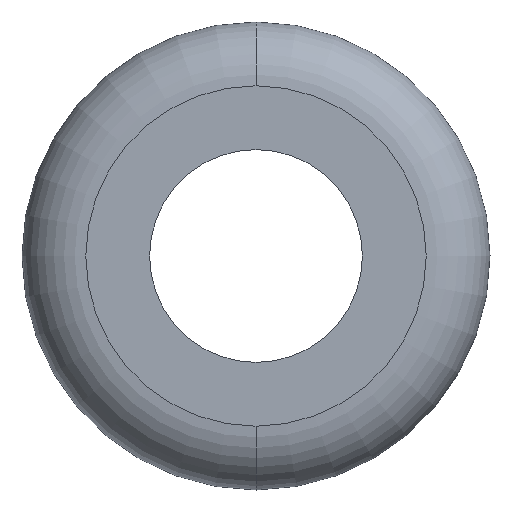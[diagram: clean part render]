
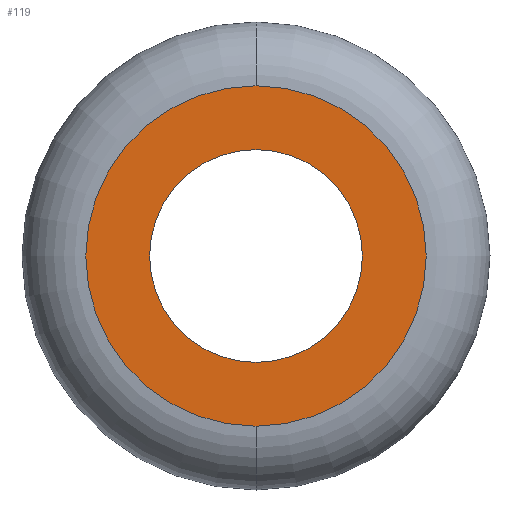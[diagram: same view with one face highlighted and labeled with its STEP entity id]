
A CAD part, front view. The second image highlights one B-rep face of the part: STEP entity #119.
In plain terms, the highlighted planar face has unit normal (0, -1, 0).
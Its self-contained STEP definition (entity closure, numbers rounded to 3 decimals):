
#30 = EDGE_CURVE ( 'NONE', #31, #32, #198, .T. ) ;
#31 = VERTEX_POINT ( 'NONE', #250 ) ;
#32 = VERTEX_POINT ( 'NONE', #249 ) ;
#103 = ORIENTED_EDGE ( 'NONE', *, *, #144, .F. ) ;
#104 = ORIENTED_EDGE ( 'NONE', *, *, #116, .F. ) ;
#116 = EDGE_CURVE ( 'NONE', #146, #145, #326, .T. ) ;
#119 = ADVANCED_FACE ( 'NONE', ( #321, #320 ), #319, .T. ) ;
#120 = EDGE_LOOP ( 'NONE', ( #121, #123 ) ) ;
#121 = ORIENTED_EDGE ( 'NONE', *, *, #122, .T. ) ;
#122 = EDGE_CURVE ( 'NONE', #32, #31, #314, .T. ) ;
#123 = ORIENTED_EDGE ( 'NONE', *, *, #30, .T. ) ;
#124 = EDGE_LOOP ( 'NONE', ( #103, #104 ) ) ;
#144 = EDGE_CURVE ( 'NONE', #145, #146, #509, .T. ) ;
#145 = VERTEX_POINT ( 'NONE', #501 ) ;
#146 = VERTEX_POINT ( 'NONE', #500 ) ;
#195 = DIRECTION ( 'NONE',  ( 0., 1., 0. ) ) ;
#196 = CARTESIAN_POINT ( 'NONE',  ( 0., -4.5, 0. ) ) ;
#197 = AXIS2_PLACEMENT_3D ( 'NONE', #196, #195, #251 ) ;
#198 = CIRCLE ( 'NONE', #197, 5. ) ;
#249 = CARTESIAN_POINT ( 'NONE',  ( 0., -4.5, 5. ) ) ;
#250 = CARTESIAN_POINT ( 'NONE',  ( 0., -4.5, -5. ) ) ;
#251 = DIRECTION ( 'NONE',  ( 0., 0., 1. ) ) ;
#310 = DIRECTION ( 'NONE',  ( 0., 0., 1. ) ) ;
#311 = DIRECTION ( 'NONE',  ( 0., 1., 0. ) ) ;
#312 = CARTESIAN_POINT ( 'NONE',  ( 0., -4.5, 0. ) ) ;
#313 = AXIS2_PLACEMENT_3D ( 'NONE', #312, #311, #310 ) ;
#314 = CIRCLE ( 'NONE', #313, 5. ) ;
#315 = DIRECTION ( 'NONE',  ( 0., 0., -1. ) ) ;
#316 = DIRECTION ( 'NONE',  ( 0., -1., 0. ) ) ;
#317 = CARTESIAN_POINT ( 'NONE',  ( -5., -4.5, 0. ) ) ;
#318 = AXIS2_PLACEMENT_3D ( 'NONE', #317, #316, #315 ) ;
#319 = PLANE ( 'NONE',  #318 ) ;
#320 = FACE_OUTER_BOUND ( 'NONE', #124, .T. ) ;
#321 = FACE_BOUND ( 'NONE', #120, .T. ) ;
#322 = DIRECTION ( 'NONE',  ( 0., 0., 1. ) ) ;
#323 = DIRECTION ( 'NONE',  ( 0., 1., 0. ) ) ;
#324 = CARTESIAN_POINT ( 'NONE',  ( 0., -4.5, 0. ) ) ;
#325 = AXIS2_PLACEMENT_3D ( 'NONE', #324, #323, #322 ) ;
#326 = CIRCLE ( 'NONE', #325, 8. ) ;
#500 = CARTESIAN_POINT ( 'NONE',  ( 0., -4.5, -8. ) ) ;
#501 = CARTESIAN_POINT ( 'NONE',  ( 0., -4.5, 8. ) ) ;
#502 = DIRECTION ( 'NONE',  ( 0., 0., 1. ) ) ;
#503 = DIRECTION ( 'NONE',  ( 0., 1., 0. ) ) ;
#507 = CARTESIAN_POINT ( 'NONE',  ( 0., -4.5, 0. ) ) ;
#508 = AXIS2_PLACEMENT_3D ( 'NONE', #507, #503, #502 ) ;
#509 = CIRCLE ( 'NONE', #508, 8. ) ;
